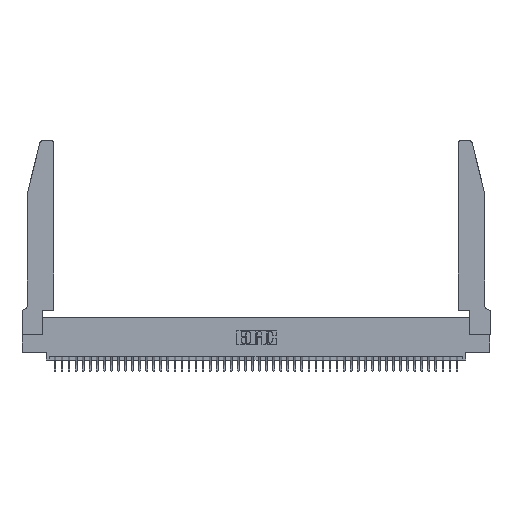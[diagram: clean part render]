
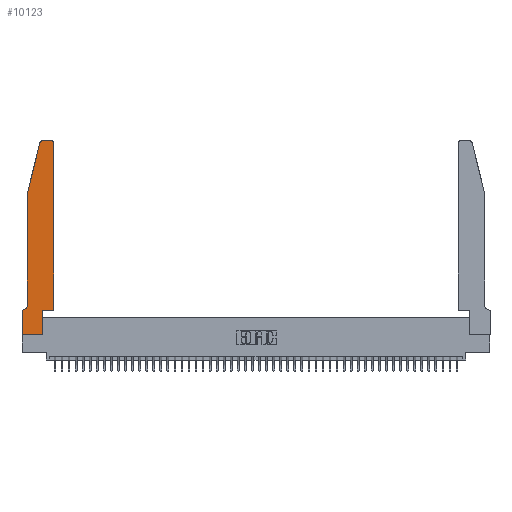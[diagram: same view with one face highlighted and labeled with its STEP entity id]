
A CAD part, top view. The second image highlights one B-rep face of the part: STEP entity #10123.
In plain terms, the highlighted planar face has unit normal (0, 0, 1).
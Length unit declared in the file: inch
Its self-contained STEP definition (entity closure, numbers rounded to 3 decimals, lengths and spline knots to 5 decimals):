
#306 = EDGE_CURVE ( 'NONE', #16241, #39288, #5695, .T. ) ;
#835 = AXIS2_PLACEMENT_3D ( 'NONE', #47190, #32513, #47665 ) ;
#1196 = VERTEX_POINT ( 'NONE', #11296 ) ;
#1356 = DIRECTION ( 'NONE',  ( -1., 0., 0. ) ) ;
#1815 = VERTEX_POINT ( 'NONE', #23423 ) ;
#2486 = VERTEX_POINT ( 'NONE', #29766 ) ;
#3871 = LINE ( 'NONE', #25768, #25591 ) ;
#4079 = ORIENTED_EDGE ( 'NONE', *, *, #34219, .T. ) ;
#4877 = CARTESIAN_POINT ( 'NONE',  ( 0., 0., 0.37 ) ) ;
#5659 = CARTESIAN_POINT ( 'NONE',  ( 0.0055, 0.35, 0.37 ) ) ;
#5695 = LINE ( 'NONE', #38518, #23337 ) ;
#7017 = EDGE_CURVE ( 'NONE', #2486, #11416, #22583, .T. ) ;
#7460 = CARTESIAN_POINT ( 'NONE',  ( 0., 0., 0.37 ) ) ;
#7556 = DIRECTION ( 'NONE',  ( -1., 0., 0. ) ) ;
#7789 = DIRECTION ( 'NONE',  ( -0.239, -0.971, 0. ) ) ;
#7793 = DIRECTION ( 'NONE',  ( 0., -1., 0. ) ) ;
#8726 = LINE ( 'NONE', #42583, #29260 ) ;
#8749 = EDGE_CURVE ( 'NONE', #11416, #40542, #25757, .T. ) ;
#9212 = AXIS2_PLACEMENT_3D ( 'NONE', #37937, #45073, #45243 ) ;
#9510 = VERTEX_POINT ( 'NONE', #4877 ) ;
#9530 = DIRECTION ( 'NONE',  ( 1., 0., 0. ) ) ;
#10123 = ADVANCED_FACE ( 'NONE', ( #25036 ), #15635, .T. ) ;
#11296 = CARTESIAN_POINT ( 'NONE',  ( 0.4205, 2.75, 0.37 ) ) ;
#11416 = VERTEX_POINT ( 'NONE', #38174 ) ;
#11544 = VECTOR ( 'NONE', #36855, 39.37008 ) ;
#11624 = VECTOR ( 'NONE', #19503, 39.37008 ) ;
#11733 = ORIENTED_EDGE ( 'NONE', *, *, #7017, .T. ) ;
#12010 = VECTOR ( 'NONE', #33832, 39.37008 ) ;
#12446 = EDGE_CURVE ( 'NONE', #46005, #1196, #47003, .T. ) ;
#13394 = VECTOR ( 'NONE', #19001, 39.37008 ) ;
#13581 = ORIENTED_EDGE ( 'NONE', *, *, #12446, .T. ) ;
#14633 = DIRECTION ( 'NONE',  ( 0., 0., -1. ) ) ;
#14940 = ORIENTED_EDGE ( 'NONE', *, *, #306, .T. ) ;
#15635 = PLANE ( 'NONE',  #9212 ) ;
#15819 = AXIS2_PLACEMENT_3D ( 'NONE', #22523, #14633, #7556 ) ;
#15992 = EDGE_CURVE ( 'NONE', #1196, #43653, #8726, .T. ) ;
#16241 = VERTEX_POINT ( 'NONE', #42751 ) ;
#16731 = CARTESIAN_POINT ( 'NONE',  ( 0.284, 2.72, 0.37 ) ) ;
#19001 = DIRECTION ( 'NONE',  ( 0., 1., 0. ) ) ;
#19333 = CARTESIAN_POINT ( 'NONE',  ( 0.4505, 0.35, 0.37 ) ) ;
#19503 = DIRECTION ( 'NONE',  ( 1., 0., 0. ) ) ;
#19655 = DIRECTION ( 'NONE',  ( 0., -1., 0. ) ) ;
#20485 = LINE ( 'NONE', #23289, #13394 ) ;
#20624 = VECTOR ( 'NONE', #7789, 39.37008 ) ;
#22308 = DIRECTION ( 'NONE',  ( 1., 0., 0. ) ) ;
#22523 = CARTESIAN_POINT ( 'NONE',  ( 0.0055, 0.42, 0.37 ) ) ;
#22583 = LINE ( 'NONE', #30219, #12010 ) ;
#22828 = EDGE_LOOP ( 'NONE', ( #35841, #41062, #26067, #14940, #4079, #39745, #40993, #37211, #11733, #24446, #32730, #13581 ) ) ;
#23289 = CARTESIAN_POINT ( 'NONE',  ( 0.4505, 0.35, 0.37 ) ) ;
#23337 = VECTOR ( 'NONE', #19655, 39.37008 ) ;
#23423 = CARTESIAN_POINT ( 'NONE',  ( 0.25487, 2.72718, 0.37 ) ) ;
#23627 = CARTESIAN_POINT ( 'NONE',  ( 0.284, 2.75, 0.37 ) ) ;
#24446 = ORIENTED_EDGE ( 'NONE', *, *, #8749, .T. ) ;
#25036 = FACE_OUTER_BOUND ( 'NONE', #22828, .T. ) ;
#25591 = VECTOR ( 'NONE', #22308, 39.37008 ) ;
#25712 = EDGE_CURVE ( 'NONE', #1815, #16241, #41053, .T. ) ;
#25757 = LINE ( 'NONE', #19333, #11624 ) ;
#25768 = CARTESIAN_POINT ( 'NONE',  ( 0., 0., 0.37 ) ) ;
#26067 = ORIENTED_EDGE ( 'NONE', *, *, #25712, .T. ) ;
#26299 = LINE ( 'NONE', #7460, #35646 ) ;
#27026 = CARTESIAN_POINT ( 'NONE',  ( 0.4505, 0.35, 0.37 ) ) ;
#27253 = EDGE_CURVE ( 'NONE', #40542, #46005, #20485, .T. ) ;
#28805 = CIRCLE ( 'NONE', #43415, 0.03 ) ;
#29260 = VECTOR ( 'NONE', #1356, 39.37008 ) ;
#29766 = CARTESIAN_POINT ( 'NONE',  ( 0.2865, 0., 0.37 ) ) ;
#29792 = LINE ( 'NONE', #33100, #11544 ) ;
#30219 = CARTESIAN_POINT ( 'NONE',  ( 0.2865, 0.35, 0.37 ) ) ;
#31157 = EDGE_CURVE ( 'NONE', #36501, #40503, #29792, .T. ) ;
#31325 = CIRCLE ( 'NONE', #15819, 0.07 ) ;
#32513 = DIRECTION ( 'NONE',  ( 0., 0., 1. ) ) ;
#32730 = ORIENTED_EDGE ( 'NONE', *, *, #27253, .T. ) ;
#32858 = EDGE_CURVE ( 'NONE', #9510, #2486, #3871, .T. ) ;
#33100 = CARTESIAN_POINT ( 'NONE',  ( 0.0755, 0.35, 0.37 ) ) ;
#33590 = CARTESIAN_POINT ( 'NONE',  ( 0.0755, 2., 0.37 ) ) ;
#33832 = DIRECTION ( 'NONE',  ( 0., 1., 0. ) ) ;
#34219 = EDGE_CURVE ( 'NONE', #39288, #36501, #31325, .T. ) ;
#35500 = EDGE_CURVE ( 'NONE', #43653, #1815, #28805, .T. ) ;
#35646 = VECTOR ( 'NONE', #7793, 39.37008 ) ;
#35841 = ORIENTED_EDGE ( 'NONE', *, *, #15992, .T. ) ;
#36501 = VERTEX_POINT ( 'NONE', #5659 ) ;
#36855 = DIRECTION ( 'NONE',  ( -1., 0., 0. ) ) ;
#37211 = ORIENTED_EDGE ( 'NONE', *, *, #32858, .T. ) ;
#37937 = CARTESIAN_POINT ( 'NONE',  ( 0., 0.35, 0.37 ) ) ;
#38174 = CARTESIAN_POINT ( 'NONE',  ( 0.2865, 0.35, 0.37 ) ) ;
#38518 = CARTESIAN_POINT ( 'NONE',  ( 0.0755, 2., 0.37 ) ) ;
#39288 = VERTEX_POINT ( 'NONE', #43937 ) ;
#39745 = ORIENTED_EDGE ( 'NONE', *, *, #31157, .T. ) ;
#40503 = VERTEX_POINT ( 'NONE', #41998 ) ;
#40542 = VERTEX_POINT ( 'NONE', #27026 ) ;
#40993 = ORIENTED_EDGE ( 'NONE', *, *, #42155, .T. ) ;
#41053 = LINE ( 'NONE', #33590, #20624 ) ;
#41062 = ORIENTED_EDGE ( 'NONE', *, *, #35500, .T. ) ;
#41998 = CARTESIAN_POINT ( 'NONE',  ( 0., 0.35, 0.37 ) ) ;
#42155 = EDGE_CURVE ( 'NONE', #40503, #9510, #26299, .T. ) ;
#42583 = CARTESIAN_POINT ( 'NONE',  ( 0.2605, 2.75, 0.37 ) ) ;
#42751 = CARTESIAN_POINT ( 'NONE',  ( 0.0755, 2., 0.37 ) ) ;
#42936 = DIRECTION ( 'NONE',  ( 0., 0., 1. ) ) ;
#43415 = AXIS2_PLACEMENT_3D ( 'NONE', #16731, #42936, #9530 ) ;
#43653 = VERTEX_POINT ( 'NONE', #23627 ) ;
#43937 = CARTESIAN_POINT ( 'NONE',  ( 0.0755, 0.42, 0.37 ) ) ;
#45073 = DIRECTION ( 'NONE',  ( 0., 0., 1. ) ) ;
#45243 = DIRECTION ( 'NONE',  ( 1., 0., 0. ) ) ;
#45453 = CARTESIAN_POINT ( 'NONE',  ( 0.4505, 2.72, 0.37 ) ) ;
#46005 = VERTEX_POINT ( 'NONE', #45453 ) ;
#47003 = CIRCLE ( 'NONE', #835, 0.03 ) ;
#47190 = CARTESIAN_POINT ( 'NONE',  ( 0.4205, 2.72, 0.37 ) ) ;
#47665 = DIRECTION ( 'NONE',  ( 1., 0., 0. ) ) ;
